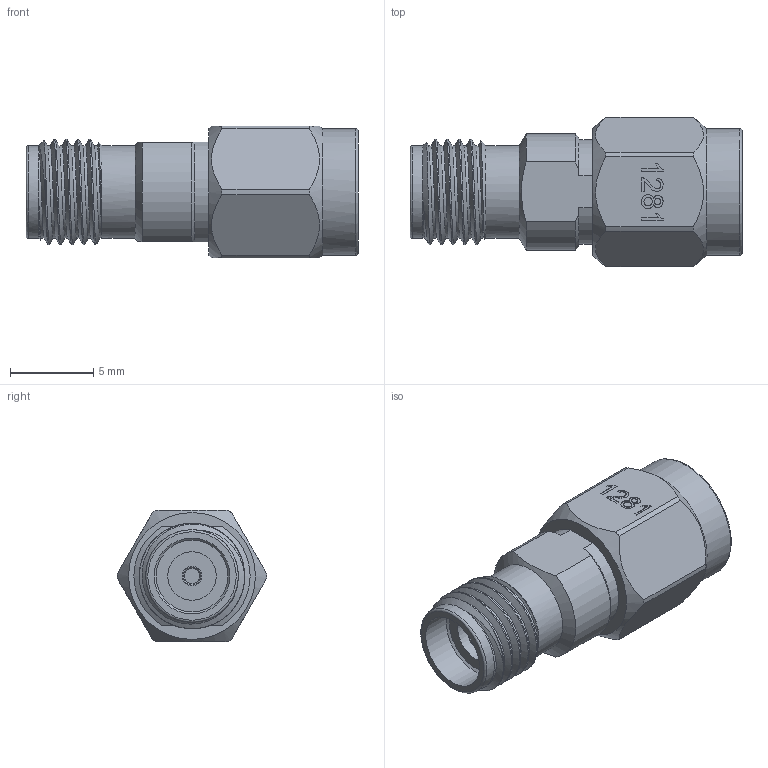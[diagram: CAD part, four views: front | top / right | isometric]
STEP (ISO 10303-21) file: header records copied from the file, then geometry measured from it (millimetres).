
FILE_DESCRIPTION (( 'STEP AP203' ), '1' );
FILE_NAME ('FMAD1281_3D.step', '2021-12-30T16:03:05', ( '' ), ( '' ), 'SwSTEP 2.0', 'SolidWorks 2021', '' );
FILE_SCHEMA (( 'CONFIG_CONTROL_DESIGN' ));
Length unit declared in the file: inch
Products named in the file (1): FMAD1281_3D
Bounding box: 20 x 8.99 x 7.94 mm (x, y, z)
Volume: 631.6 mm3; surface area: 821.2 mm2
Topology: 1 solids, 1 shells, 126 faces, 319 edges, 210 vertices
Faces by surface type: plane 49, bspline 35, cylinder 27, cone 13, torus 2
Full cylindrical faces by diameter (mm): 0.533 x1, 0.94 x2, 1.194 x1, 2.4 x1, 2.92 x1, 4.572 x2, 5.582 x2, 7 x4, 7.641 x1
Entity records: 8337 total; most frequent: CARTESIAN_POINT 5728, ORIENTED_EDGE 558, DIRECTION 411, EDGE_CURVE 279, VERTEX_POINT 193, EDGE_LOOP 156, AXIS2_PLACEMENT_3D 149, FACE_OUTER_BOUND 136
